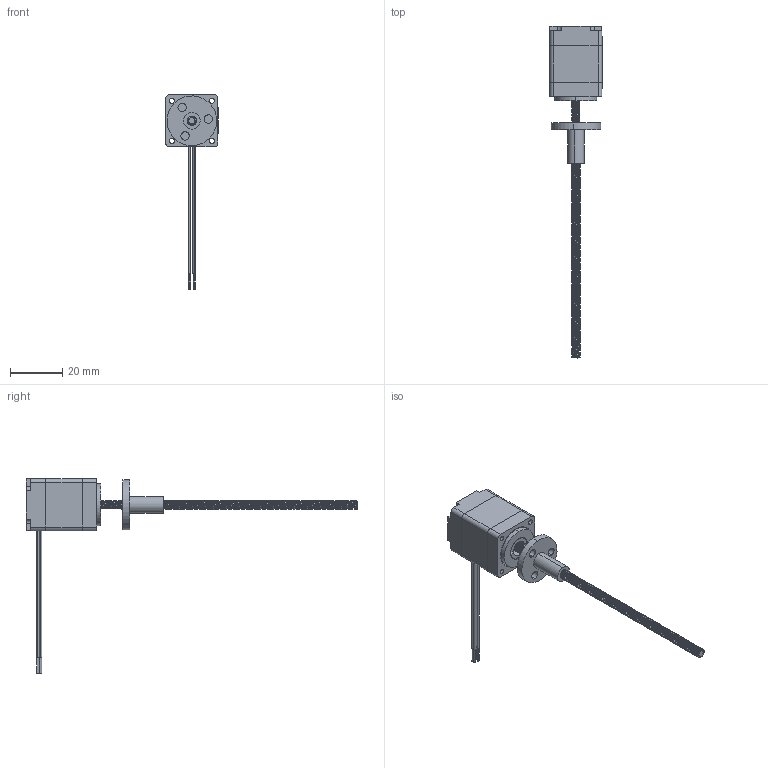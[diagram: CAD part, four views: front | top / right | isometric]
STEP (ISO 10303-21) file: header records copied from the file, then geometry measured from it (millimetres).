
FILE_DESCRIPTION (( 'STEP AP214' ), '1' );
FILE_NAME ('8E21-100.STEP', '2023-03-07T06:27:23', ( '' ), ( '' ), 'SwSTEP 2.0', 'SolidWorks 2022', '' );
FILE_SCHEMA (( 'AUTOMOTIVE_DESIGN' ));
Length unit declared in the file: millimetre
Products named in the file (23): 12-057-1.STP; 12-055-1-1.STP; 07-008轴承.STP; 03-226-6.STP; 20铭牌.STP; 09-005-2-1.STP; 06-016.STP; 09-005-4-1.STP; 01-165-1.STP; 8E21-100; 04-002-3.STP; 06-006预紧.STP; 12-056-1-1.STP; 20单厚标签.STP; 8E21-100.STP; 07-045-2.STP; 09-005-3-1.STP; 02-161.STP; 05-0010.STP; 01-167.STP; 02-156-1-1.STP; 09-005-1-1.STP; 10-001垫片.STP
Assembly tree (24 placements, depth 4):
  8E21-100
    8E21-100.STP
      02-161.STP
        09-005-1-1.STP
        09-005-2-1.STP
        09-005-3-1.STP
        09-005-4-1.STP
        02-156-1-1.STP
        12-055-1-1.STP
        12-056-1-1.STP
        12-057-1.STP
      01-165-1.STP
      01-167.STP
      07-045-2.STP
      07-008轴承.STP  x2
      06-006预紧.STP
      10-001垫片.STP
      04-002-3.STP
      03-226-6.STP  x2
      05-0010.STP
      06-016.STP
      20单厚标签.STP
      20铭牌.STP
Bounding box: 20.1 x 127.05 x 74.5 mm (x, y, z)
Volume: 9454.2 mm3; surface area: 18858.2 mm2
Topology: 29 solids, 29 shells, 2824 faces, 8161 edges, 5426 vertices
Faces by surface type: cylinder 1612, plane 1106, bspline 84, cone 22
Entity records: 112171 total; most frequent: CARTESIAN_POINT 46350, ORIENTED_EDGE 14270, DIRECTION 12881, EDGE_CURVE 7135, VERTEX_POINT 4742, AXIS2_PLACEMENT_3D 4379, VECTOR 4123, LINE 4123
